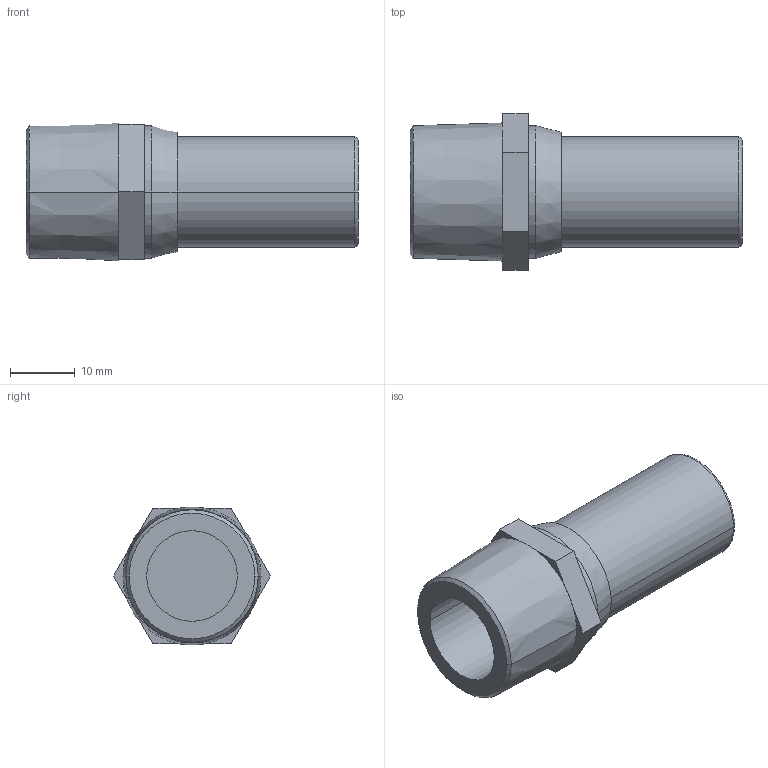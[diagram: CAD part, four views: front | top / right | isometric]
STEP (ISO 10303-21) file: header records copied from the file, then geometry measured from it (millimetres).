
FILE_DESCRIPTION (( 'STEP AP214' ), '1' );
FILE_NAME ('EBKX-J2003-040.STEP', '2017-04-26T06:32:49', ( 'SONIC' ), ( 'UNITCOM PC' ), 'SwSTEP 2.0', 'SolidWorks 2015', '' );
FILE_SCHEMA (( 'AUTOMOTIVE_DESIGN' ));
Length unit declared in the file: millimetre
Products named in the file (1): EBKX-J2003-040
Bounding box: 51.3 x 24.25 x 21.3 mm (x, y, z)
Volume: 6916.1 mm3; surface area: 5801.1 mm2
Topology: 1 solids, 1 shells, 37 faces, 78 edges, 46 vertices
Faces by surface type: plane 23, cone 6, cylinder 6, torus 2
Entity records: 1018 total; most frequent: DIRECTION 190, CARTESIAN_POINT 162, ORIENTED_EDGE 156, EDGE_CURVE 78, AXIS2_PLACEMENT_3D 74, VERTEX_POINT 46, LINE 42, VECTOR 42
